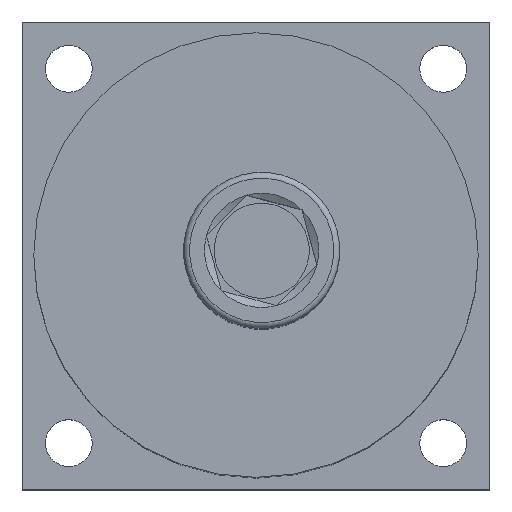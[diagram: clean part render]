
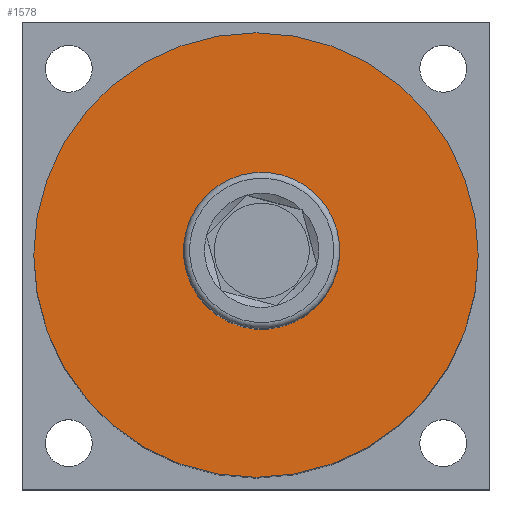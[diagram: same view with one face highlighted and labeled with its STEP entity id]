
A CAD part, top view. The second image highlights one B-rep face of the part: STEP entity #1578.
In plain terms, the highlighted planar face has unit normal (0, 0, 1).
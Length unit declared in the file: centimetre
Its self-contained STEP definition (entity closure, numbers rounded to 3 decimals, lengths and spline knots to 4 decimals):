
#63=FACE_BOUND('',#564,.T.);
#435=FACE_OUTER_BOUND('',#563,.T.);
#563=EDGE_LOOP('',(#1377));
#564=EDGE_LOOP('',(#1378));
#655=CIRCLE('',#1764,0.325);
#656=CIRCLE('',#1766,1.425);
#775=VERTEX_POINT('',#2717);
#776=VERTEX_POINT('',#2721);
#978=EDGE_CURVE('',#775,#775,#655,.T.);
#979=EDGE_CURVE('',#776,#776,#656,.T.);
#1377=ORIENTED_EDGE('',*,*,#979,.T.);
#1378=ORIENTED_EDGE('',*,*,#978,.T.);
#1485=PLANE('',#1768);
#1578=ADVANCED_FACE('',(#435,#63),#1485,.T.);
#1764=AXIS2_PLACEMENT_3D('',#2719,#2178,#2179);
#1766=AXIS2_PLACEMENT_3D('',#2722,#2182,#2183);
#1768=AXIS2_PLACEMENT_3D('',#2726,#2187,#2188);
#2178=DIRECTION('center_axis',(0.,0.,-1.));
#2179=DIRECTION('ref_axis',(1.,0.,0.));
#2182=DIRECTION('center_axis',(0.,0.,1.));
#2183=DIRECTION('ref_axis',(1.,0.,0.));
#2187=DIRECTION('center_axis',(0.,0.,1.));
#2188=DIRECTION('ref_axis',(1.,0.,0.));
#2717=CARTESIAN_POINT('',(-0.325,0.,3.45));
#2719=CARTESIAN_POINT('Origin',(0.,0.,3.45));
#2721=CARTESIAN_POINT('',(-1.425,0.,3.45));
#2722=CARTESIAN_POINT('Origin',(0.,0.,3.45));
#2726=CARTESIAN_POINT('Origin',(0.,0.,3.45));
